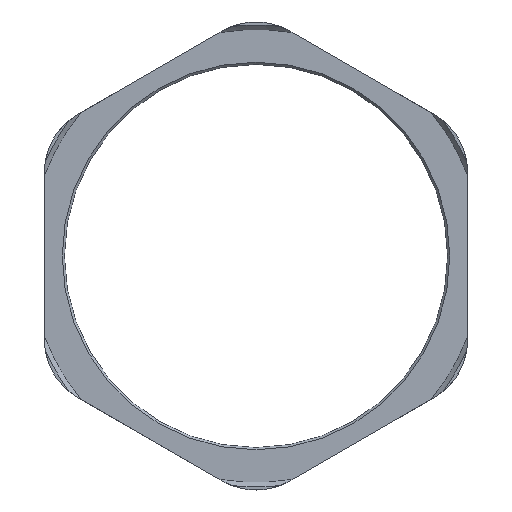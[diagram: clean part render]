
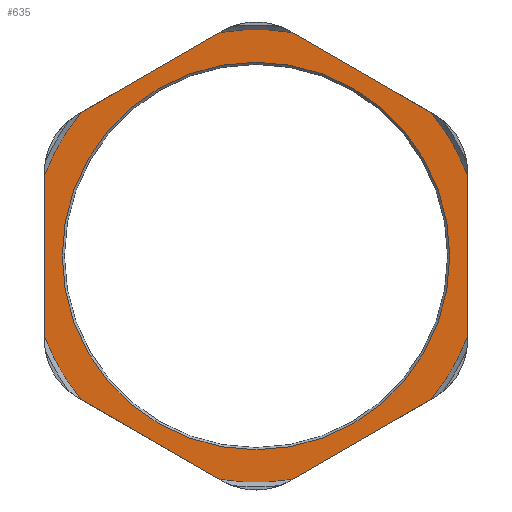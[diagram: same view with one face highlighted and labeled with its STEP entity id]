
A CAD part, front view. The second image highlights one B-rep face of the part: STEP entity #635.
In plain terms, the highlighted planar face has unit normal (0, -1, 0).
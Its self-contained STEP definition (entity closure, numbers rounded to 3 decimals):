
#63=FACE_BOUND('',#124,.T.);
#65=PLANE('',#696);
#88=FACE_OUTER_BOUND('',#123,.T.);
#123=EDGE_LOOP('',(#421,#422,#423,#424,#425,#426,#427,#428,#429,#430,#431,
#432));
#124=EDGE_LOOP('',(#433));
#160=LINE('',#923,#187);
#161=LINE('',#927,#188);
#162=LINE('',#931,#189);
#163=LINE('',#935,#190);
#164=LINE('',#939,#191);
#165=LINE('',#943,#192);
#187=VECTOR('',#770,10.);
#188=VECTOR('',#773,10.);
#189=VECTOR('',#776,10.);
#190=VECTOR('',#779,10.);
#191=VECTOR('',#782,10.);
#192=VECTOR('',#785,10.);
#213=CIRCLE('',#693,43.5);
#215=CIRCLE('',#697,50.828);
#216=CIRCLE('',#698,50.828);
#217=CIRCLE('',#699,50.828);
#218=CIRCLE('',#700,50.828);
#219=CIRCLE('',#701,50.828);
#220=CIRCLE('',#702,50.828);
#241=VERTEX_POINT('',#913);
#243=VERTEX_POINT('',#921);
#244=VERTEX_POINT('',#922);
#245=VERTEX_POINT('',#924);
#246=VERTEX_POINT('',#926);
#247=VERTEX_POINT('',#928);
#248=VERTEX_POINT('',#930);
#249=VERTEX_POINT('',#932);
#250=VERTEX_POINT('',#934);
#251=VERTEX_POINT('',#936);
#252=VERTEX_POINT('',#938);
#253=VERTEX_POINT('',#940);
#254=VERTEX_POINT('',#942);
#312=EDGE_CURVE('',#241,#241,#213,.T.);
#315=EDGE_CURVE('',#243,#244,#160,.T.);
#316=EDGE_CURVE('',#243,#245,#215,.T.);
#317=EDGE_CURVE('',#246,#245,#161,.T.);
#318=EDGE_CURVE('',#246,#247,#216,.T.);
#319=EDGE_CURVE('',#248,#247,#162,.T.);
#320=EDGE_CURVE('',#248,#249,#217,.T.);
#321=EDGE_CURVE('',#250,#249,#163,.T.);
#322=EDGE_CURVE('',#250,#251,#218,.T.);
#323=EDGE_CURVE('',#252,#251,#164,.T.);
#324=EDGE_CURVE('',#252,#253,#219,.T.);
#325=EDGE_CURVE('',#254,#253,#165,.T.);
#326=EDGE_CURVE('',#254,#244,#220,.T.);
#421=ORIENTED_EDGE('',*,*,#315,.F.);
#422=ORIENTED_EDGE('',*,*,#316,.T.);
#423=ORIENTED_EDGE('',*,*,#317,.F.);
#424=ORIENTED_EDGE('',*,*,#318,.T.);
#425=ORIENTED_EDGE('',*,*,#319,.F.);
#426=ORIENTED_EDGE('',*,*,#320,.T.);
#427=ORIENTED_EDGE('',*,*,#321,.F.);
#428=ORIENTED_EDGE('',*,*,#322,.T.);
#429=ORIENTED_EDGE('',*,*,#323,.F.);
#430=ORIENTED_EDGE('',*,*,#324,.T.);
#431=ORIENTED_EDGE('',*,*,#325,.F.);
#432=ORIENTED_EDGE('',*,*,#326,.T.);
#433=ORIENTED_EDGE('',*,*,#312,.F.);
#635=ADVANCED_FACE('',(#88,#63),#65,.F.);
#693=AXIS2_PLACEMENT_3D('',#915,#761,#762);
#696=AXIS2_PLACEMENT_3D('',#920,#768,#769);
#697=AXIS2_PLACEMENT_3D('',#925,#771,#772);
#698=AXIS2_PLACEMENT_3D('',#929,#774,#775);
#699=AXIS2_PLACEMENT_3D('',#933,#777,#778);
#700=AXIS2_PLACEMENT_3D('',#937,#780,#781);
#701=AXIS2_PLACEMENT_3D('',#941,#783,#784);
#702=AXIS2_PLACEMENT_3D('',#944,#786,#787);
#761=DIRECTION('center_axis',(0.,-1.,0.));
#762=DIRECTION('ref_axis',(1.,0.,0.));
#768=DIRECTION('center_axis',(0.,1.,0.));
#769=DIRECTION('ref_axis',(0.,0.,1.));
#770=DIRECTION('',(0.,0.,-1.));
#771=DIRECTION('center_axis',(0.,-1.,0.));
#772=DIRECTION('ref_axis',(1.,0.,0.));
#773=DIRECTION('',(0.866,0.,-0.5));
#774=DIRECTION('center_axis',(0.,-1.,0.));
#775=DIRECTION('ref_axis',(1.,0.,0.));
#776=DIRECTION('',(0.866,0.,0.5));
#777=DIRECTION('center_axis',(0.,-1.,0.));
#778=DIRECTION('ref_axis',(1.,0.,0.));
#779=DIRECTION('',(0.,0.,1.));
#780=DIRECTION('center_axis',(0.,-1.,0.));
#781=DIRECTION('ref_axis',(1.,0.,0.));
#782=DIRECTION('',(-0.866,0.,0.5));
#783=DIRECTION('center_axis',(0.,-1.,0.));
#784=DIRECTION('ref_axis',(1.,0.,0.));
#785=DIRECTION('',(-0.866,0.,-0.5));
#786=DIRECTION('center_axis',(0.,-1.,0.));
#787=DIRECTION('ref_axis',(1.,0.,0.));
#913=CARTESIAN_POINT('',(-43.5,-10.,0.));
#915=CARTESIAN_POINT('Origin',(0.,-10.,0.));
#920=CARTESIAN_POINT('Origin',(0.,-10.,50.828));
#921=CARTESIAN_POINT('',(47.5,-10.,18.089));
#922=CARTESIAN_POINT('',(47.5,-10.,-18.089));
#923=CARTESIAN_POINT('',(47.5,-10.,11.702));
#924=CARTESIAN_POINT('',(39.416,-10.,32.092));
#925=CARTESIAN_POINT('Origin',(0.,-10.,0.));
#926=CARTESIAN_POINT('',(8.084,-10.,50.181));
#927=CARTESIAN_POINT('',(24.62,-10.,40.634));
#928=CARTESIAN_POINT('',(-8.084,-10.,50.181));
#929=CARTESIAN_POINT('Origin',(0.,-10.,0.));
#930=CARTESIAN_POINT('',(-39.416,-10.,32.092));
#931=CARTESIAN_POINT('',(-0.87,-10.,54.346));
#932=CARTESIAN_POINT('',(-47.5,-10.,18.089));
#933=CARTESIAN_POINT('Origin',(0.,-10.,0.));
#934=CARTESIAN_POINT('',(-47.5,-10.,-18.089));
#935=CARTESIAN_POINT('',(-47.5,-10.,39.126));
#936=CARTESIAN_POINT('',(-39.416,-10.,-32.092));
#937=CARTESIAN_POINT('Origin',(0.,-10.,0.));
#938=CARTESIAN_POINT('',(-8.084,-10.,-50.181));
#939=CARTESIAN_POINT('',(-46.63,-10.,-27.927));
#940=CARTESIAN_POINT('',(8.084,-10.,-50.181));
#941=CARTESIAN_POINT('Origin',(0.,-10.,0.));
#942=CARTESIAN_POINT('',(39.416,-10.,-32.092));
#943=CARTESIAN_POINT('',(22.88,-10.,-41.639));
#944=CARTESIAN_POINT('Origin',(0.,-10.,0.));
